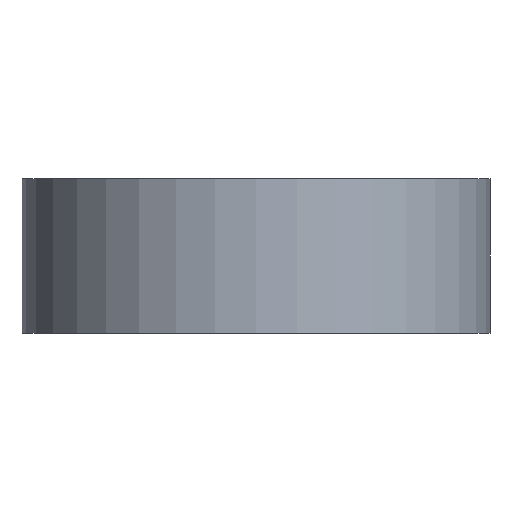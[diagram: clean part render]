
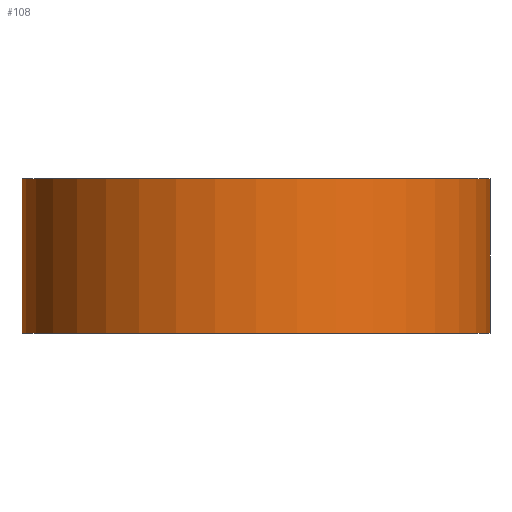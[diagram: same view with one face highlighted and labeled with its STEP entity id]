
A CAD part, front view. The second image highlights one B-rep face of the part: STEP entity #108.
In plain terms, the highlighted cylindrical face has radius 27.25 mm (diameter 54.5 mm), a partial arc.
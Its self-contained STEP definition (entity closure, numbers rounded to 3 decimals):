
#22 = ORIENTED_EDGE ( 'NONE', *, *, #33, .T. ) ;
#33 = EDGE_CURVE ( 'NONE', #60, #59, #130, .T. ) ;
#35 = ORIENTED_EDGE ( 'NONE', *, *, #37, .T. ) ;
#37 = EDGE_CURVE ( 'NONE', #59, #66, #214, .T. ) ;
#59 = VERTEX_POINT ( 'NONE', #279 ) ;
#60 = VERTEX_POINT ( 'NONE', #278 ) ;
#62 = EDGE_CURVE ( 'NONE', #60, #63, #276, .T. ) ;
#63 = VERTEX_POINT ( 'NONE', #272 ) ;
#66 = VERTEX_POINT ( 'NONE', #266 ) ;
#100 = EDGE_CURVE ( 'NONE', #63, #66, #226, .T. ) ;
#107 = EDGE_LOOP ( 'NONE', ( #109, #22, #35, #115 ) ) ;
#108 = ADVANCED_FACE ( 'NONE', ( #304 ), #285, .T. ) ;
#109 = ORIENTED_EDGE ( 'NONE', *, *, #62, .F. ) ;
#115 = ORIENTED_EDGE ( 'NONE', *, *, #100, .F. ) ;
#127 = DIRECTION ( 'NONE',  ( 1., 0., 0. ) ) ;
#128 = DIRECTION ( 'NONE',  ( 0., 0., 1. ) ) ;
#129 = AXIS2_PLACEMENT_3D ( 'NONE', #136, #128, #127 ) ;
#130 = CIRCLE ( 'NONE', #129, 27.25 ) ;
#136 = CARTESIAN_POINT ( 'NONE',  ( 0., 0., -18. ) ) ;
#211 = DIRECTION ( 'NONE',  ( 0., 0., 1. ) ) ;
#212 = VECTOR ( 'NONE', #211, 1000. ) ;
#213 = CARTESIAN_POINT ( 'NONE',  ( 27.25, 0., 0. ) ) ;
#214 = LINE ( 'NONE', #213, #212 ) ;
#222 = DIRECTION ( 'NONE',  ( 1., 0., 0. ) ) ;
#223 = DIRECTION ( 'NONE',  ( 0., 0., 1. ) ) ;
#224 = CARTESIAN_POINT ( 'NONE',  ( 0., 0., 0. ) ) ;
#225 = AXIS2_PLACEMENT_3D ( 'NONE', #224, #223, #222 ) ;
#226 = CIRCLE ( 'NONE', #225, 27.25 ) ;
#266 = CARTESIAN_POINT ( 'NONE',  ( 27.25, 0., 0. ) ) ;
#272 = CARTESIAN_POINT ( 'NONE',  ( -27.25, 0., 0. ) ) ;
#273 = DIRECTION ( 'NONE',  ( 0., 0., 1. ) ) ;
#274 = VECTOR ( 'NONE', #273, 1000. ) ;
#275 = CARTESIAN_POINT ( 'NONE',  ( -27.25, 0., 0. ) ) ;
#276 = LINE ( 'NONE', #275, #274 ) ;
#278 = CARTESIAN_POINT ( 'NONE',  ( -27.25, 0., -18. ) ) ;
#279 = CARTESIAN_POINT ( 'NONE',  ( 27.25, 0., -18. ) ) ;
#284 = AXIS2_PLACEMENT_3D ( 'NONE', #300, #298, #297 ) ;
#285 = CYLINDRICAL_SURFACE ( 'NONE', #284, 27.25 ) ;
#297 = DIRECTION ( 'NONE',  ( 1., 0., 0. ) ) ;
#298 = DIRECTION ( 'NONE',  ( 0., 0., 1. ) ) ;
#300 = CARTESIAN_POINT ( 'NONE',  ( 0., 0., 0. ) ) ;
#304 = FACE_OUTER_BOUND ( 'NONE', #107, .T. ) ;
